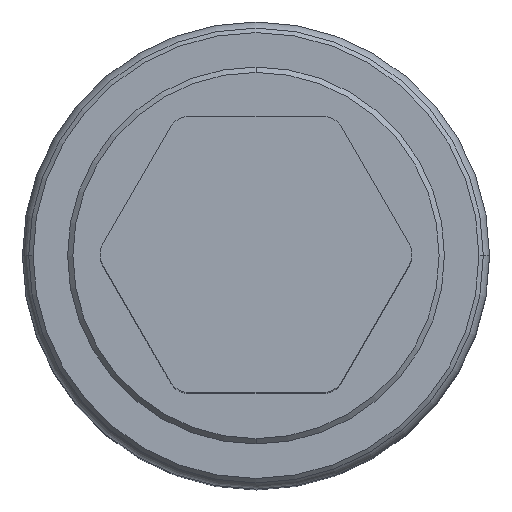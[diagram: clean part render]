
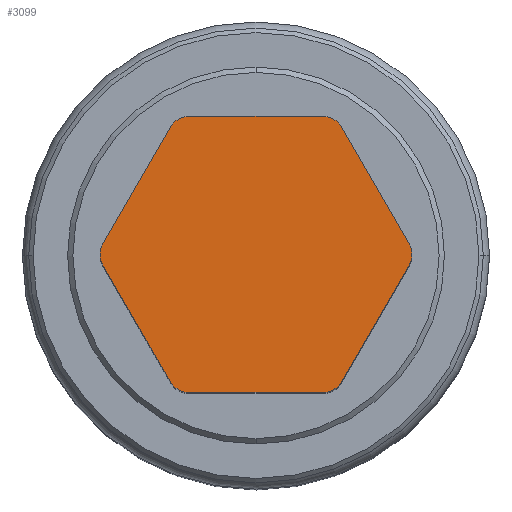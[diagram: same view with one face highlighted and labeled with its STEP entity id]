
A CAD part, top view. The second image highlights one B-rep face of the part: STEP entity #3099.
In plain terms, the highlighted planar face has unit normal (0, 0, 1).
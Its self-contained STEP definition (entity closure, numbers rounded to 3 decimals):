
#11 = AXIS2_PLACEMENT_3D ( 'NONE', #2354, #2356, #2358 ) ;
#155 = EDGE_LOOP ( 'NONE', ( #560, #561, #562, #557, #563, #564, #566, #567, #565, #568, #569, #570, #571 ) ) ;
#557 = ORIENTED_EDGE ( 'NONE', *, *, #2983, .T. ) ;
#560 = ORIENTED_EDGE ( 'NONE', *, *, #726, .T. ) ;
#561 = ORIENTED_EDGE ( 'NONE', *, *, #719, .T. ) ;
#562 = ORIENTED_EDGE ( 'NONE', *, *, #712, .T. ) ;
#563 = ORIENTED_EDGE ( 'NONE', *, *, #2990, .T. ) ;
#564 = ORIENTED_EDGE ( 'NONE', *, *, #2994, .T. ) ;
#565 = ORIENTED_EDGE ( 'NONE', *, *, #2986, .T. ) ;
#566 = ORIENTED_EDGE ( 'NONE', *, *, #704, .T. ) ;
#567 = ORIENTED_EDGE ( 'NONE', *, *, #2992, .T. ) ;
#568 = ORIENTED_EDGE ( 'NONE', *, *, #707, .T. ) ;
#569 = ORIENTED_EDGE ( 'NONE', *, *, #716, .T. ) ;
#570 = ORIENTED_EDGE ( 'NONE', *, *, #723, .T. ) ;
#571 = ORIENTED_EDGE ( 'NONE', *, *, #729, .T. ) ;
#704 = EDGE_CURVE ( 'NONE', #1101, #1106, #2038, .T. ) ;
#707 = EDGE_CURVE ( 'NONE', #1085, #1081, #1344, .T. ) ;
#712 = EDGE_CURVE ( 'NONE', #1080, #1084, #1349, .T. ) ;
#716 = EDGE_CURVE ( 'NONE', #1081, #1077, #1516, .T. ) ;
#719 = EDGE_CURVE ( 'NONE', #1076, #1080, #1521, .T. ) ;
#723 = EDGE_CURVE ( 'NONE', #1077, #1075, #1354, .T. ) ;
#726 = EDGE_CURVE ( 'NONE', #1073, #1076, #1357, .T. ) ;
#729 = EDGE_CURVE ( 'NONE', #1075, #1073, #1532, .T. ) ;
#832 = CARTESIAN_POINT ( 'NONE',  ( 1.442, 0.1, 6.05 ) ) ;
#834 = CARTESIAN_POINT ( 'NONE',  ( 1.442, -0.1, 6.05 ) ) ;
#835 = CARTESIAN_POINT ( 'NONE',  ( 0.808, 1.199, 6.05 ) ) ;
#836 = CARTESIAN_POINT ( 'NONE',  ( 0.808, -1.199, 6.05 ) ) ;
#839 = CARTESIAN_POINT ( 'NONE',  ( 0.635, 1.299, 6.05 ) ) ;
#840 = CARTESIAN_POINT ( 'NONE',  ( 0.635, -1.299, 6.05 ) ) ;
#843 = CARTESIAN_POINT ( 'NONE',  ( -0.635, -1.299, 6.05 ) ) ;
#844 = CARTESIAN_POINT ( 'NONE',  ( -0.635, 1.299, 6.05 ) ) ;
#847 = CARTESIAN_POINT ( 'NONE',  ( -0.808, 1.199, 6.05 ) ) ;
#848 = CARTESIAN_POINT ( 'NONE',  ( -0.808, -1.199, 6.05 ) ) ;
#851 = CARTESIAN_POINT ( 'NONE',  ( -1.442, 0.1, 6.05 ) ) ;
#869 = CARTESIAN_POINT ( 'NONE',  ( -1.442, -0.1, 6.05 ) ) ;
#875 = CARTESIAN_POINT ( 'NONE',  ( -1.469, 0., 6.05 ) ) ;
#944 = CARTESIAN_POINT ( 'NONE',  ( -1.269, 0., 6.05 ) ) ;
#945 = DIRECTION ( 'NONE',  ( 0., 0., 1. ) ) ;
#946 = DIRECTION ( 'NONE',  ( -1., 0., 0. ) ) ;
#953 = CARTESIAN_POINT ( 'NONE',  ( 0., -1.299, 6.05 ) ) ;
#954 = DIRECTION ( 'NONE',  ( 1., 0., 0. ) ) ;
#963 = CARTESIAN_POINT ( 'NONE',  ( 0., 1.299, 6.05 ) ) ;
#964 = DIRECTION ( 'NONE',  ( -1., 0., 0. ) ) ;
#973 = CARTESIAN_POINT ( 'NONE',  ( 0.635, -1.099, 6.05 ) ) ;
#974 = DIRECTION ( 'NONE',  ( 0., 0., 1. ) ) ;
#975 = DIRECTION ( 'NONE',  ( 0., -1., 0. ) ) ;
#981 = DIRECTION ( 'NONE',  ( 0., 0., 1. ) ) ;
#982 = CARTESIAN_POINT ( 'NONE',  ( 0.635, 1.099, 6.05 ) ) ;
#983 = DIRECTION ( 'NONE',  ( 0., -1., 0. ) ) ;
#991 = DIRECTION ( 'NONE',  ( 0.5, 0.866, 0. ) ) ;
#992 = CARTESIAN_POINT ( 'NONE',  ( 1.125, -0.65, 6.05 ) ) ;
#997 = CARTESIAN_POINT ( 'NONE',  ( 1.125, 0.65, 6.05 ) ) ;
#998 = DIRECTION ( 'NONE',  ( -0.5, 0.866, 0. ) ) ;
#1004 = CARTESIAN_POINT ( 'NONE',  ( 1.269, 0., 6.05 ) ) ;
#1005 = DIRECTION ( 'NONE',  ( 0., 0., 1. ) ) ;
#1006 = DIRECTION ( 'NONE',  ( 0., -1., 0. ) ) ;
#1073 = VERTEX_POINT ( 'NONE', #832 ) ;
#1075 = VERTEX_POINT ( 'NONE', #834 ) ;
#1076 = VERTEX_POINT ( 'NONE', #835 ) ;
#1077 = VERTEX_POINT ( 'NONE', #836 ) ;
#1080 = VERTEX_POINT ( 'NONE', #839 ) ;
#1081 = VERTEX_POINT ( 'NONE', #840 ) ;
#1084 = VERTEX_POINT ( 'NONE', #844 ) ;
#1085 = VERTEX_POINT ( 'NONE', #843 ) ;
#1088 = VERTEX_POINT ( 'NONE', #847 ) ;
#1089 = VERTEX_POINT ( 'NONE', #848 ) ;
#1092 = VERTEX_POINT ( 'NONE', #851 ) ;
#1101 = VERTEX_POINT ( 'NONE', #875 ) ;
#1106 = VERTEX_POINT ( 'NONE', #869 ) ;
#1344 = LINE ( 'NONE', #953, #2031 ) ;
#1349 = LINE ( 'NONE', #963, #1511 ) ;
#1354 = LINE ( 'NONE', #992, #1525 ) ;
#1357 = LINE ( 'NONE', #997, #1530 ) ;
#1382 = LINE ( 'NONE', #2833, #1608 ) ;
#1384 = LINE ( 'NONE', #2829, #1598 ) ;
#1436 = FACE_OUTER_BOUND ( 'NONE', #155, .T. ) ;
#1511 = VECTOR ( 'NONE', #964, 1000. ) ;
#1516 = CIRCLE ( 'NONE', #1518, 0.2 ) ;
#1518 = AXIS2_PLACEMENT_3D ( 'NONE', #973, #974, #975 ) ;
#1521 = CIRCLE ( 'NONE', #1537, 0.2 ) ;
#1525 = VECTOR ( 'NONE', #991, 1000. ) ;
#1530 = VECTOR ( 'NONE', #998, 1000. ) ;
#1532 = CIRCLE ( 'NONE', #1534, 0.2 ) ;
#1534 = AXIS2_PLACEMENT_3D ( 'NONE', #1004, #1005, #1006 ) ;
#1537 = AXIS2_PLACEMENT_3D ( 'NONE', #982, #981, #983 ) ;
#1566 = CIRCLE ( 'NONE', #1613, 0.2 ) ;
#1592 = AXIS2_PLACEMENT_3D ( 'NONE', #2824, #2823, #2822 ) ;
#1598 = VECTOR ( 'NONE', #2828, 1000. ) ;
#1608 = VECTOR ( 'NONE', #2832, 1000. ) ;
#1611 = AXIS2_PLACEMENT_3D ( 'NONE', #2851, #2850, #2849 ) ;
#1612 = CIRCLE ( 'NONE', #1592, 0.2 ) ;
#1613 = AXIS2_PLACEMENT_3D ( 'NONE', #2843, #2842, #2841 ) ;
#1615 = CIRCLE ( 'NONE', #1611, 0.2 ) ;
#2031 = VECTOR ( 'NONE', #954, 1000. ) ;
#2036 = AXIS2_PLACEMENT_3D ( 'NONE', #944, #945, #946 ) ;
#2038 = CIRCLE ( 'NONE', #2036, 0.2 ) ;
#2354 = CARTESIAN_POINT ( 'NONE',  ( -1.487, -1.299, 6.05 ) ) ;
#2355 = PLANE ( 'NONE',  #11 ) ;
#2356 = DIRECTION ( 'NONE',  ( 0., 0., 1. ) ) ;
#2358 = DIRECTION ( 'NONE',  ( 1., 0., 0. ) ) ;
#2822 = DIRECTION ( 'NONE',  ( -1., 0., 0. ) ) ;
#2823 = DIRECTION ( 'NONE',  ( 0., 0., 1. ) ) ;
#2824 = CARTESIAN_POINT ( 'NONE',  ( -1.269, 0., 6.05 ) ) ;
#2828 = DIRECTION ( 'NONE',  ( 0.5, -0.866, 0. ) ) ;
#2829 = CARTESIAN_POINT ( 'NONE',  ( -1.442, -0.1, 6.05 ) ) ;
#2832 = DIRECTION ( 'NONE',  ( -0.5, -0.866, 0. ) ) ;
#2833 = CARTESIAN_POINT ( 'NONE',  ( -1.125, 0.65, 6.05 ) ) ;
#2841 = DIRECTION ( 'NONE',  ( -1., 0., 0. ) ) ;
#2842 = DIRECTION ( 'NONE',  ( 0., 0., 1. ) ) ;
#2843 = CARTESIAN_POINT ( 'NONE',  ( -0.635, -1.099, 6.05 ) ) ;
#2849 = DIRECTION ( 'NONE',  ( -1., 0., 0. ) ) ;
#2850 = DIRECTION ( 'NONE',  ( 0., 0., 1. ) ) ;
#2851 = CARTESIAN_POINT ( 'NONE',  ( -0.635, 1.099, 6.05 ) ) ;
#2983 = EDGE_CURVE ( 'NONE', #1084, #1088, #1615, .T. ) ;
#2986 = EDGE_CURVE ( 'NONE', #1089, #1085, #1566, .T. ) ;
#2990 = EDGE_CURVE ( 'NONE', #1088, #1092, #1382, .T. ) ;
#2992 = EDGE_CURVE ( 'NONE', #1106, #1089, #1384, .T. ) ;
#2994 = EDGE_CURVE ( 'NONE', #1092, #1101, #1612, .T. ) ;
#3099 = ADVANCED_FACE ( 'NONE', ( #1436 ), #2355, .T. ) ;
